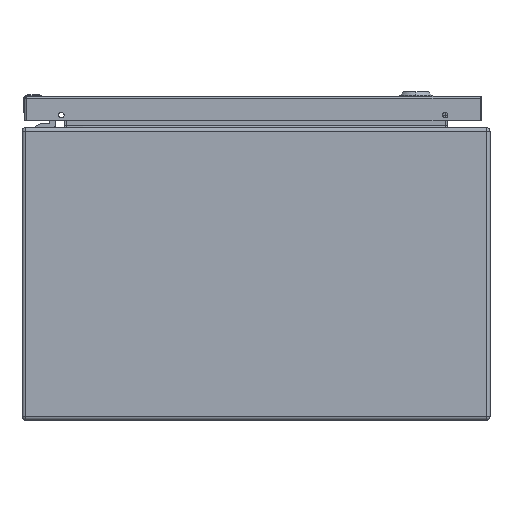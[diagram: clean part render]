
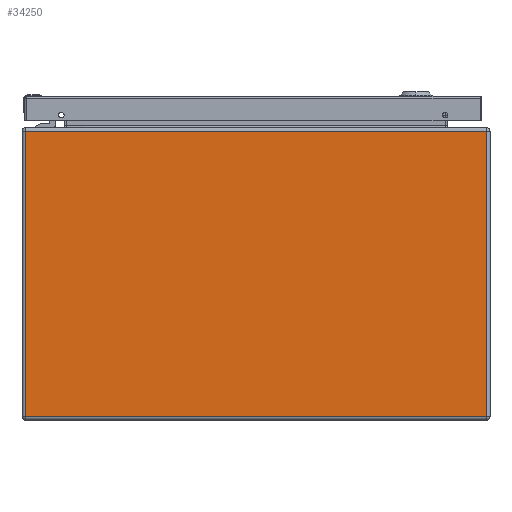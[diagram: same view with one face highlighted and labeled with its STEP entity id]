
A CAD part, front view. The second image highlights one B-rep face of the part: STEP entity #34250.
In plain terms, the highlighted planar face has unit normal (0, -1, 0).
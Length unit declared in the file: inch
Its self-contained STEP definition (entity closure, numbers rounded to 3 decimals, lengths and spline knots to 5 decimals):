
#2814 = CARTESIAN_POINT ( 'NONE',  ( -7.88189, -10., -4.88189 ) ) ;
#4084 = VECTOR ( 'NONE', #36022, 39.37008 ) ;
#5271 = VECTOR ( 'NONE', #37331, 39.37008 ) ;
#5875 = DIRECTION ( 'NONE',  ( 0., 0., 1. ) ) ;
#6842 = ORIENTED_EDGE ( 'NONE', *, *, #23585, .T. ) ;
#7601 = VERTEX_POINT ( 'NONE', #2814 ) ;
#8133 = AXIS2_PLACEMENT_3D ( 'NONE', #17538, #33737, #5875 ) ;
#9663 = CARTESIAN_POINT ( 'NONE',  ( 8., -10., -4.88189 ) ) ;
#10211 = CARTESIAN_POINT ( 'NONE',  ( -7.88189, -10., 4.88189 ) ) ;
#10361 = EDGE_CURVE ( 'NONE', #7601, #12856, #37737, .T. ) ;
#11378 = ORIENTED_EDGE ( 'NONE', *, *, #39601, .T. ) ;
#11437 = DIRECTION ( 'NONE',  ( -1., 0., 0. ) ) ;
#12856 = VERTEX_POINT ( 'NONE', #36541 ) ;
#13807 = LINE ( 'NONE', #19952, #18821 ) ;
#13895 = EDGE_LOOP ( 'NONE', ( #11378, #25210, #6842, #17665 ) ) ;
#14309 = CARTESIAN_POINT ( 'NONE',  ( 7.88189, -10., 4.88189 ) ) ;
#14386 = VERTEX_POINT ( 'NONE', #14309 ) ;
#16293 = EDGE_CURVE ( 'NONE', #14386, #30048, #32962, .T. ) ;
#17538 = CARTESIAN_POINT ( 'NONE',  ( -8., -10., 5. ) ) ;
#17665 = ORIENTED_EDGE ( 'NONE', *, *, #16293, .T. ) ;
#18821 = VECTOR ( 'NONE', #29188, 39.37008 ) ;
#19952 = CARTESIAN_POINT ( 'NONE',  ( -7.88189, -10., 5. ) ) ;
#23495 = CARTESIAN_POINT ( 'NONE',  ( 7.88189, -10., 5. ) ) ;
#23585 = EDGE_CURVE ( 'NONE', #12856, #14386, #33348, .T. ) ;
#25210 = ORIENTED_EDGE ( 'NONE', *, *, #10361, .T. ) ;
#29188 = DIRECTION ( 'NONE',  ( 0., 0., -1. ) ) ;
#30048 = VERTEX_POINT ( 'NONE', #10211 ) ;
#32962 = LINE ( 'NONE', #33358, #37222 ) ;
#33131 = PLANE ( 'NONE',  #8133 ) ;
#33348 = LINE ( 'NONE', #23495, #4084 ) ;
#33358 = CARTESIAN_POINT ( 'NONE',  ( -8., -10., 4.88189 ) ) ;
#33737 = DIRECTION ( 'NONE',  ( 0., 1., 0. ) ) ;
#34250 = ADVANCED_FACE ( 'NONE', ( #39885 ), #33131, .F. ) ;
#36022 = DIRECTION ( 'NONE',  ( 0., 0., 1. ) ) ;
#36541 = CARTESIAN_POINT ( 'NONE',  ( 7.88189, -10., -4.88189 ) ) ;
#37222 = VECTOR ( 'NONE', #11437, 39.37008 ) ;
#37331 = DIRECTION ( 'NONE',  ( 1., 0., 0. ) ) ;
#37737 = LINE ( 'NONE', #9663, #5271 ) ;
#39601 = EDGE_CURVE ( 'NONE', #30048, #7601, #13807, .T. ) ;
#39885 = FACE_OUTER_BOUND ( 'NONE', #13895, .T. ) ;
